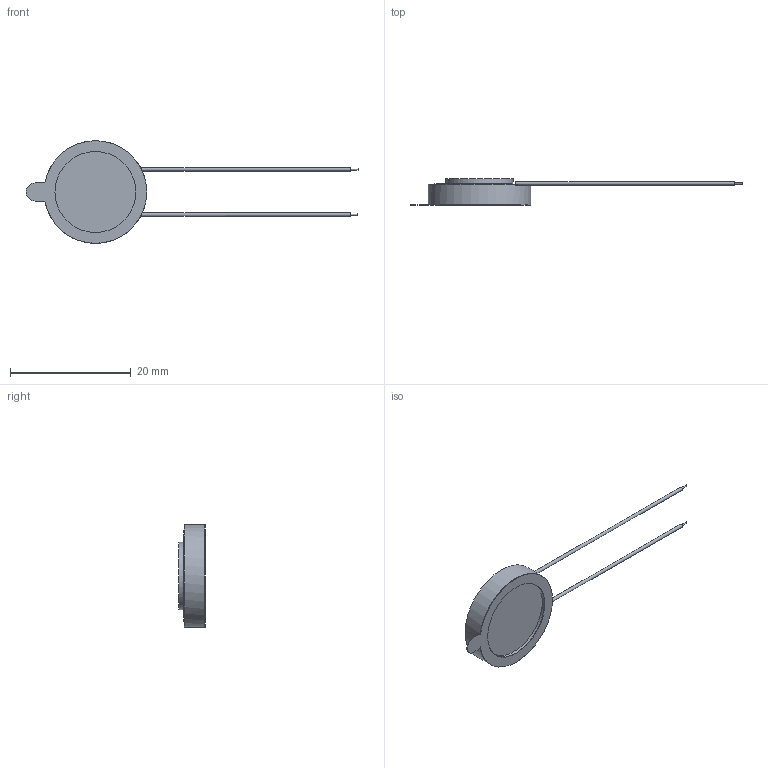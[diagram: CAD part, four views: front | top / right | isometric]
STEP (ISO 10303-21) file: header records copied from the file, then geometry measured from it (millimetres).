
FILE_DESCRIPTION (( 'STEP AP214' ), '1' );
FILE_NAME ('SPKM.17.8.A.STEP', '2022-03-30T10:15:47', ( '' ), ( '' ), 'SwSTEP 2.0', 'SolidWorks 2018', '' );
FILE_SCHEMA (( 'AUTOMOTIVE_DESIGN' ));
Length unit declared in the file: millimetre
Products named in the file (1): SPKM.17.8.A
Bounding box: 55 x 4.4 x 17 mm (x, y, z)
Surface area: 946.7 mm2 (no closed solid volume)
Topology: 0 solids, 4 shells, 30 faces, 111 edges, 80 vertices
Faces by surface type: plane 17, cylinder 13
Full cylindrical faces by diameter (mm): 0.25 x2, 0.55 x2, 11.15 x1, 13.4 x2, 17 x1
Entity records: 1465 total; most frequent: CARTESIAN_POINT 220, DIRECTION 194, ORIENTED_EDGE 151, EDGE_CURVE 98, VERTEX_POINT 75, AXIS2_PLACEMENT_3D 69, LINE 56, VECTOR 56
